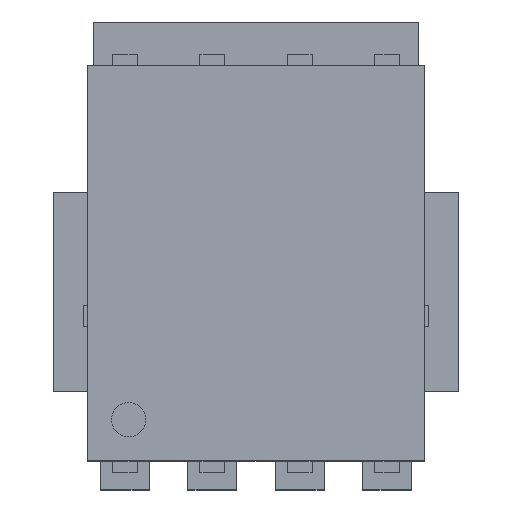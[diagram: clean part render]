
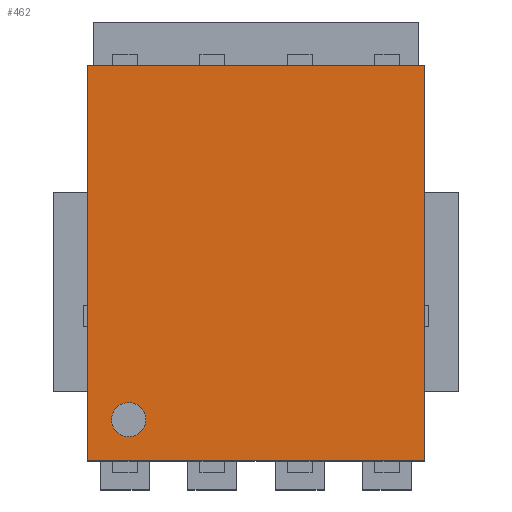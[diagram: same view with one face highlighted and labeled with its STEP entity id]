
A CAD part, top view. The second image highlights one B-rep face of the part: STEP entity #462.
In plain terms, the highlighted planar face has unit normal (0, 0, 1).
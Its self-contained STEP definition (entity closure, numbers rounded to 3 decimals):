
#353=CIRCLE('',#2459,0.25);
#354=CIRCLE('',#2460,0.25);
#367=FACE_BOUND('',#765,.T.);
#368=FACE_BOUND('',#766,.T.);
#462=ADVANCED_FACE('',(#367,#368),#564,.T.);
#564=PLANE('',#2461);
#765=EDGE_LOOP('',(#1295,#1296,#1297,#1298));
#766=EDGE_LOOP('',(#1299,#1300));
#1295=ORIENTED_EDGE('',*,*,#1756,.T.);
#1296=ORIENTED_EDGE('',*,*,#1797,.F.);
#1297=ORIENTED_EDGE('',*,*,#1798,.F.);
#1298=ORIENTED_EDGE('',*,*,#1530,.T.);
#1299=ORIENTED_EDGE('',*,*,#1799,.F.);
#1300=ORIENTED_EDGE('',*,*,#1800,.F.);
#1342=VERTEX_POINT('',#2971);
#1343=VERTEX_POINT('',#2973);
#1521=VERTEX_POINT('',#3439);
#1522=VERTEX_POINT('',#3510);
#1523=VERTEX_POINT('',#3515);
#1524=VERTEX_POINT('',#3516);
#1530=EDGE_CURVE('',#1343,#1342,#1812,.T.);
#1756=EDGE_CURVE('',#1342,#1521,#2038,.T.);
#1797=EDGE_CURVE('',#1522,#1521,#2079,.T.);
#1798=EDGE_CURVE('',#1343,#1522,#2080,.T.);
#1799=EDGE_CURVE('',#1523,#1524,#353,.T.);
#1800=EDGE_CURVE('',#1524,#1523,#354,.T.);
#1812=LINE('',#2972,#2090);
#2038=LINE('',#3440,#2316);
#2079=LINE('',#3511,#2357);
#2080=LINE('',#3513,#2358);
#2090=VECTOR('',#2477,1.);
#2316=VECTOR('',#2829,1.);
#2357=VECTOR('',#2928,1.);
#2358=VECTOR('',#2931,1.);
#2459=AXIS2_PLACEMENT_3D('',#3514,#2932,#2933);
#2460=AXIS2_PLACEMENT_3D('',#3517,#2934,#2935);
#2461=AXIS2_PLACEMENT_3D('',#3518,#2936,#2937);
#2477=DIRECTION('',(1.,0.,0.));
#2829=DIRECTION('',(0.,1.,0.));
#2928=DIRECTION('',(1.,0.,0.));
#2931=DIRECTION('',(0.,1.,0.));
#2932=DIRECTION('',(0.,0.,1.));
#2933=DIRECTION('',(1.,0.,0.));
#2934=DIRECTION('',(0.,0.,1.));
#2935=DIRECTION('',(-1.,0.,0.));
#2936=DIRECTION('',(0.,0.,1.));
#2937=DIRECTION('',(-1.,0.,0.));
#2971=CARTESIAN_POINT('',(2.45,-2.875,1.176));
#2972=CARTESIAN_POINT('',(-2.45,-2.875,1.176));
#2973=CARTESIAN_POINT('',(-2.45,-2.875,1.176));
#3439=CARTESIAN_POINT('',(2.45,2.875,1.176));
#3440=CARTESIAN_POINT('',(2.45,-2.875,1.176));
#3510=CARTESIAN_POINT('',(-2.45,2.875,1.176));
#3511=CARTESIAN_POINT('',(-2.45,2.875,1.176));
#3513=CARTESIAN_POINT('',(-2.45,-2.875,1.176));
#3514=CARTESIAN_POINT('',(-1.85,-2.275,1.176));
#3515=CARTESIAN_POINT('',(-1.6,-2.275,1.176));
#3516=CARTESIAN_POINT('',(-2.1,-2.275,1.176));
#3517=CARTESIAN_POINT('',(-1.85,-2.275,1.176));
#3518=CARTESIAN_POINT('',(-2.45,-2.875,1.176));
